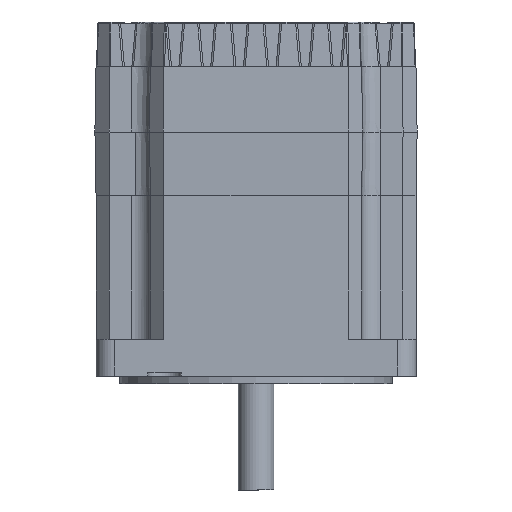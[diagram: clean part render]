
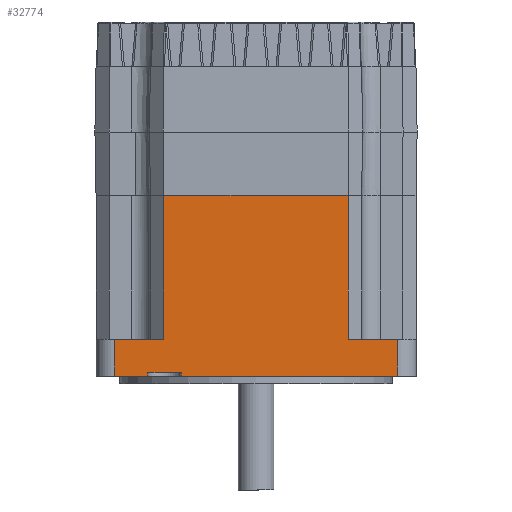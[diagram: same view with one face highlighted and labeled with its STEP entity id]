
A CAD part, left-side view. The second image highlights one B-rep face of the part: STEP entity #32774.
In plain terms, the highlighted planar face has unit normal (-1, 0, 0).
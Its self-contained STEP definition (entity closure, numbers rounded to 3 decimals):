
#290 = DIRECTION ( 'NONE',  ( 0., 0., -1. ) ) ;
#397 = CARTESIAN_POINT ( 'NONE',  ( -42.9, 0., 1. ) ) ;
#678 = LINE ( 'NONE', #51708, #53438 ) ;
#1764 = VECTOR ( 'NONE', #15338, 1000. ) ;
#1853 = EDGE_CURVE ( 'NONE', #32511, #30751, #43217, .T. ) ;
#2366 = DIRECTION ( 'NONE',  ( 0., 0., 1. ) ) ;
#2536 = CARTESIAN_POINT ( 'NONE',  ( -42.9, 38., 0. ) ) ;
#2915 = LINE ( 'NONE', #14028, #35264 ) ;
#3253 = VERTEX_POINT ( 'NONE', #12068 ) ;
#4518 = VECTOR ( 'NONE', #37371, 1000. ) ;
#5058 = ORIENTED_EDGE ( 'NONE', *, *, #26499, .F. ) ;
#8087 = CARTESIAN_POINT ( 'NONE',  ( -42.9, -24.7, 48.5 ) ) ;
#9352 = EDGE_CURVE ( 'NONE', #27176, #29478, #45640, .T. ) ;
#10477 = CARTESIAN_POINT ( 'NONE',  ( -42.9, 0., 0. ) ) ;
#10650 = EDGE_CURVE ( 'NONE', #25425, #3253, #58145, .T. ) ;
#10825 = LINE ( 'NONE', #39727, #58072 ) ;
#12068 = CARTESIAN_POINT ( 'NONE',  ( -42.9, 29., 0. ) ) ;
#12167 = DIRECTION ( 'NONE',  ( 0., 1., 0. ) ) ;
#12848 = ORIENTED_EDGE ( 'NONE', *, *, #27358, .F. ) ;
#13384 = AXIS2_PLACEMENT_3D ( 'NONE', #15465, #42366, #12167 ) ;
#13743 = VECTOR ( 'NONE', #25245, 1000. ) ;
#14028 = CARTESIAN_POINT ( 'NONE',  ( -42.9, 0., 9.91 ) ) ;
#14535 = FACE_OUTER_BOUND ( 'NONE', #54354, .T. ) ;
#15338 = DIRECTION ( 'NONE',  ( 0., 0., 1. ) ) ;
#15465 = CARTESIAN_POINT ( 'NONE',  ( -42.9, 0., 176.743 ) ) ;
#15838 = VERTEX_POINT ( 'NONE', #29874 ) ;
#16927 = DIRECTION ( 'NONE',  ( 0., 0., 1. ) ) ;
#17117 = VECTOR ( 'NONE', #16927, 1000. ) ;
#17886 = ORIENTED_EDGE ( 'NONE', *, *, #50975, .F. ) ;
#20546 = DIRECTION ( 'NONE',  ( 0., -1., 0. ) ) ;
#20997 = ORIENTED_EDGE ( 'NONE', *, *, #23292, .F. ) ;
#21093 = CARTESIAN_POINT ( 'NONE',  ( -42.9, 24.7, 176.743 ) ) ;
#21849 = PLANE ( 'NONE',  #13384 ) ;
#22027 = CARTESIAN_POINT ( 'NONE',  ( -42.9, -38., 9.91 ) ) ;
#22582 = CARTESIAN_POINT ( 'NONE',  ( -42.9, 29., 4. ) ) ;
#23292 = EDGE_CURVE ( 'NONE', #30751, #53054, #2915, .T. ) ;
#24675 = DIRECTION ( 'NONE',  ( 0., 0., -1. ) ) ;
#25245 = DIRECTION ( 'NONE',  ( 0., 1., 0. ) ) ;
#25425 = VERTEX_POINT ( 'NONE', #45297 ) ;
#26499 = EDGE_CURVE ( 'NONE', #15838, #41903, #55314, .T. ) ;
#27176 = VERTEX_POINT ( 'NONE', #8087 ) ;
#27358 = EDGE_CURVE ( 'NONE', #3253, #32511, #10825, .T. ) ;
#28029 = ORIENTED_EDGE ( 'NONE', *, *, #1853, .F. ) ;
#28869 = ORIENTED_EDGE ( 'NONE', *, *, #42674, .F. ) ;
#29007 = EDGE_CURVE ( 'NONE', #33462, #15838, #42927, .T. ) ;
#29478 = VERTEX_POINT ( 'NONE', #46323 ) ;
#29874 = CARTESIAN_POINT ( 'NONE',  ( -42.9, 20., 0. ) ) ;
#30751 = VERTEX_POINT ( 'NONE', #52822 ) ;
#31096 = LINE ( 'NONE', #21093, #33395 ) ;
#31288 = ORIENTED_EDGE ( 'NONE', *, *, #29007, .F. ) ;
#32036 = CARTESIAN_POINT ( 'NONE',  ( -42.9, -38., 0. ) ) ;
#32511 = VERTEX_POINT ( 'NONE', #2536 ) ;
#32774 = ADVANCED_FACE ( 'NONE', ( #14535 ), #21849, .F. ) ;
#33395 = VECTOR ( 'NONE', #2366, 1000. ) ;
#33430 = LINE ( 'NONE', #397, #13743 ) ;
#33462 = VERTEX_POINT ( 'NONE', #32036 ) ;
#34420 = DIRECTION ( 'NONE',  ( 0., 1., 0. ) ) ;
#34464 = CARTESIAN_POINT ( 'NONE',  ( -42.9, 20., 1. ) ) ;
#34715 = ORIENTED_EDGE ( 'NONE', *, *, #9352, .F. ) ;
#34812 = VERTEX_POINT ( 'NONE', #57493 ) ;
#34955 = CARTESIAN_POINT ( 'NONE',  ( -42.9, 20., 4. ) ) ;
#35264 = VECTOR ( 'NONE', #51273, 1000. ) ;
#37371 = DIRECTION ( 'NONE',  ( 0., 0., -1. ) ) ;
#39727 = CARTESIAN_POINT ( 'NONE',  ( -42.9, 0., 0. ) ) ;
#40260 = ORIENTED_EDGE ( 'NONE', *, *, #43113, .F. ) ;
#41903 = VERTEX_POINT ( 'NONE', #34464 ) ;
#42366 = DIRECTION ( 'NONE',  ( 1., 0., 0. ) ) ;
#42674 = EDGE_CURVE ( 'NONE', #41903, #25425, #33430, .T. ) ;
#42927 = LINE ( 'NONE', #10477, #58753 ) ;
#43113 = EDGE_CURVE ( 'NONE', #29478, #52034, #678, .T. ) ;
#43217 = LINE ( 'NONE', #57340, #17117 ) ;
#45074 = CARTESIAN_POINT ( 'NONE',  ( -42.9, 24.7, 9.91 ) ) ;
#45297 = CARTESIAN_POINT ( 'NONE',  ( -42.9, 29., 1. ) ) ;
#45640 = LINE ( 'NONE', #54692, #61452 ) ;
#45817 = VECTOR ( 'NONE', #20546, 1000. ) ;
#46231 = DIRECTION ( 'NONE',  ( 0., -1., 0. ) ) ;
#46323 = CARTESIAN_POINT ( 'NONE',  ( -42.9, -24.7, 9.91 ) ) ;
#47222 = LINE ( 'NONE', #60026, #59089 ) ;
#50539 = LINE ( 'NONE', #60753, #45817 ) ;
#50656 = EDGE_CURVE ( 'NONE', #34812, #27176, #50539, .T. ) ;
#50975 = EDGE_CURVE ( 'NONE', #52034, #33462, #47222, .T. ) ;
#51273 = DIRECTION ( 'NONE',  ( 0., -1., 0. ) ) ;
#51510 = ORIENTED_EDGE ( 'NONE', *, *, #50656, .F. ) ;
#51708 = CARTESIAN_POINT ( 'NONE',  ( -42.9, 0., 9.91 ) ) ;
#52034 = VERTEX_POINT ( 'NONE', #22027 ) ;
#52822 = CARTESIAN_POINT ( 'NONE',  ( -42.9, 38., 9.91 ) ) ;
#53054 = VERTEX_POINT ( 'NONE', #45074 ) ;
#53438 = VECTOR ( 'NONE', #46231, 1000. ) ;
#54354 = EDGE_LOOP ( 'NONE', ( #51510, #55884, #20997, #28029, #12848, #59506, #28869, #5058, #31288, #17886, #40260, #34715 ) ) ;
#54692 = CARTESIAN_POINT ( 'NONE',  ( -42.9, -24.7, -127.06 ) ) ;
#55314 = LINE ( 'NONE', #34955, #1764 ) ;
#55884 = ORIENTED_EDGE ( 'NONE', *, *, #62104, .F. ) ;
#57340 = CARTESIAN_POINT ( 'NONE',  ( -42.9, 38., 176.743 ) ) ;
#57493 = CARTESIAN_POINT ( 'NONE',  ( -42.9, 24.7, 48.5 ) ) ;
#58072 = VECTOR ( 'NONE', #34420, 1000. ) ;
#58145 = LINE ( 'NONE', #22582, #4518 ) ;
#58753 = VECTOR ( 'NONE', #65181, 1000. ) ;
#59089 = VECTOR ( 'NONE', #290, 1000. ) ;
#59506 = ORIENTED_EDGE ( 'NONE', *, *, #10650, .F. ) ;
#60026 = CARTESIAN_POINT ( 'NONE',  ( -42.9, -38., 176.743 ) ) ;
#60753 = CARTESIAN_POINT ( 'NONE',  ( -42.9, -23.3, 48.5 ) ) ;
#61452 = VECTOR ( 'NONE', #24675, 1000. ) ;
#62104 = EDGE_CURVE ( 'NONE', #53054, #34812, #31096, .T. ) ;
#65181 = DIRECTION ( 'NONE',  ( 0., 1., 0. ) ) ;
